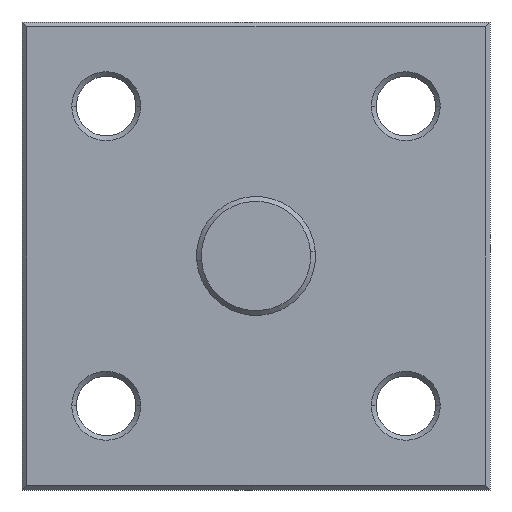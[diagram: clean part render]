
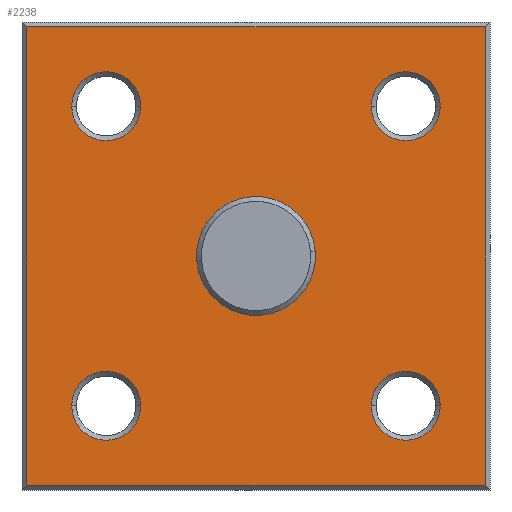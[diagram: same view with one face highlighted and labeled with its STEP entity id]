
A CAD part, front view. The second image highlights one B-rep face of the part: STEP entity #2238.
In plain terms, the highlighted planar face has unit normal (0, -1, 0).
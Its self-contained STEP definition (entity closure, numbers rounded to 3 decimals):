
#579=DIRECTION('',(0.,0.,-1.));
#580=VECTOR('',#579,24.486);
#581=CARTESIAN_POINT('',(12.236,-0.66,14.597));
#582=LINE('',#581,#580);
#595=DIRECTION('',(-1.,0.,0.));
#596=VECTOR('',#595,24.486);
#597=CARTESIAN_POINT('',(12.236,-0.66,
-9.889));
#598=LINE('',#597,#596);
#615=DIRECTION('',(0.,0.,1.));
#616=VECTOR('',#615,24.486);
#617=CARTESIAN_POINT('',(-12.25,-0.66,
-9.889));
#618=LINE('',#617,#616);
#619=DIRECTION('',(1.,0.,0.));
#620=VECTOR('',#619,24.486);
#621=CARTESIAN_POINT('',(-12.25,-0.66,
14.597));
#622=LINE('',#621,#620);
#627=CARTESIAN_POINT('',(-0.007,-0.66,
2.354));
#628=DIRECTION('',(0.,1.,0.));
#629=DIRECTION('',(1.,0.,0.));
#630=AXIS2_PLACEMENT_3D('',#627,#628,#629);
#632=CARTESIAN_POINT('',(-0.007,-0.66,
2.354));
#633=DIRECTION('',(0.,1.,0.));
#634=DIRECTION('',(-1.,0.,0.));
#635=AXIS2_PLACEMENT_3D('',#632,#633,#634);
#637=CARTESIAN_POINT('',(7.994,-0.66,
-5.647));
#638=DIRECTION('',(0.,1.,0.));
#639=DIRECTION('',(1.,0.,0.));
#640=AXIS2_PLACEMENT_3D('',#637,#638,#639);
#642=CARTESIAN_POINT('',(7.994,-0.66,
-5.647));
#643=DIRECTION('',(0.,1.,0.));
#644=DIRECTION('',(-1.,0.,0.));
#645=AXIS2_PLACEMENT_3D('',#642,#643,#644);
#647=CARTESIAN_POINT('',(-8.008,-0.66,
10.355));
#648=DIRECTION('',(0.,1.,0.));
#649=DIRECTION('',(1.,0.,0.));
#650=AXIS2_PLACEMENT_3D('',#647,#648,#649);
#652=CARTESIAN_POINT('',(-8.008,-0.66,
10.355));
#653=DIRECTION('',(0.,1.,0.));
#654=DIRECTION('',(-1.,0.,0.));
#655=AXIS2_PLACEMENT_3D('',#652,#653,#654);
#657=CARTESIAN_POINT('',(7.994,-0.66,10.355));
#658=DIRECTION('',(0.,1.,0.));
#659=DIRECTION('',(1.,0.,0.));
#660=AXIS2_PLACEMENT_3D('',#657,#658,#659);
#662=CARTESIAN_POINT('',(7.994,-0.66,10.355));
#663=DIRECTION('',(0.,1.,0.));
#664=DIRECTION('',(-1.,0.,0.));
#665=AXIS2_PLACEMENT_3D('',#662,#663,#664);
#667=CARTESIAN_POINT('',(-8.008,-0.66,
-5.647));
#668=DIRECTION('',(0.,1.,0.));
#669=DIRECTION('',(1.,0.,0.));
#670=AXIS2_PLACEMENT_3D('',#667,#668,#669);
#672=CARTESIAN_POINT('',(-8.008,-0.66,
-5.647));
#673=DIRECTION('',(0.,1.,0.));
#674=DIRECTION('',(-1.,0.,0.));
#675=AXIS2_PLACEMENT_3D('',#672,#673,#674);
#1578=CARTESIAN_POINT('',(2.66,-0.66,
2.354));
#1579=CARTESIAN_POINT('',(-2.674,-0.66,
2.354));
#1580=VERTEX_POINT('',#1578);
#1581=VERTEX_POINT('',#1579);
#1630=CARTESIAN_POINT('',(-12.25,-0.66,
-9.889));
#1631=CARTESIAN_POINT('',(-12.25,-0.66,
14.597));
#1632=VERTEX_POINT('',#1630);
#1633=VERTEX_POINT('',#1631);
#1634=CARTESIAN_POINT('',(12.236,-0.66,
-9.889));
#1635=VERTEX_POINT('',#1634);
#1660=CARTESIAN_POINT('',(-9.85,-0.66,
10.355));
#1661=VERTEX_POINT('',#1660);
#1662=CARTESIAN_POINT('',(9.835,-0.66,
-5.647));
#1664=VERTEX_POINT('',#1662);
#1674=CARTESIAN_POINT('',(6.152,-0.66,
10.355));
#1675=CARTESIAN_POINT('',(9.835,-0.66,
10.355));
#1676=VERTEX_POINT('',#1674);
#1677=VERTEX_POINT('',#1675);
#1678=CARTESIAN_POINT('',(-9.85,-0.66,
-5.647));
#1679=CARTESIAN_POINT('',(-6.167,-0.66,
-5.647));
#1680=VERTEX_POINT('',#1678);
#1681=VERTEX_POINT('',#1679);
#1684=CARTESIAN_POINT('',(-6.167,-0.66,
10.355));
#1685=VERTEX_POINT('',#1684);
#1690=CARTESIAN_POINT('',(6.152,-0.66,
-5.647));
#1691=VERTEX_POINT('',#1690);
#1698=CARTESIAN_POINT('',(12.236,-0.66,
14.597));
#1699=VERTEX_POINT('',#1698);
#2197=CARTESIAN_POINT('',(-12.504,-0.66,
-10.143));
#2198=DIRECTION('',(0.,-1.,0.));
#2199=DIRECTION('',(1.,0.,0.));
#2200=AXIS2_PLACEMENT_3D('',#2197,#2198,#2199);
#2201=PLANE('',#2200);
#2202=ORIENTED_EDGE('',*,*,#2148,.T.);
#2203=ORIENTED_EDGE('',*,*,#2163,.T.);
#2204=ORIENTED_EDGE('',*,*,#2179,.T.);
#2205=ORIENTED_EDGE('',*,*,#2190,.T.);
#2206=EDGE_LOOP('',(#2202,#2203,#2204,#2205));
#2207=FACE_OUTER_BOUND('',#2206,.F.);
#2209=ORIENTED_EDGE('',*,*,#2208,.F.);
#2211=ORIENTED_EDGE('',*,*,#2210,.F.);
#2212=EDGE_LOOP('',(#2209,#2211));
#2213=FACE_BOUND('',#2212,.F.);
#2215=ORIENTED_EDGE('',*,*,#2214,.F.);
#2217=ORIENTED_EDGE('',*,*,#2216,.F.);
#2218=EDGE_LOOP('',(#2215,#2217));
#2219=FACE_BOUND('',#2218,.F.);
#2221=ORIENTED_EDGE('',*,*,#2220,.F.);
#2223=ORIENTED_EDGE('',*,*,#2222,.F.);
#2224=EDGE_LOOP('',(#2221,#2223));
#2225=FACE_BOUND('',#2224,.F.);
#2227=ORIENTED_EDGE('',*,*,#2226,.F.);
#2229=ORIENTED_EDGE('',*,*,#2228,.F.);
#2230=EDGE_LOOP('',(#2227,#2229));
#2231=FACE_BOUND('',#2230,.F.);
#2233=ORIENTED_EDGE('',*,*,#2232,.F.);
#2235=ORIENTED_EDGE('',*,*,#2234,.F.);
#2236=EDGE_LOOP('',(#2233,#2235));
#2237=FACE_BOUND('',#2236,.F.);
#2238=ADVANCED_FACE('',(#2207,#2213,#2219,#2225,#2231,#2237),#2201,.T.);
#631=CIRCLE('',#630,2.667);
#636=CIRCLE('',#635,2.667);
#641=CIRCLE('',#640,1.842);
#646=CIRCLE('',#645,1.842);
#651=CIRCLE('',#650,1.842);
#656=CIRCLE('',#655,1.842);
#661=CIRCLE('',#660,1.842);
#666=CIRCLE('',#665,1.842);
#671=CIRCLE('',#670,1.842);
#676=CIRCLE('',#675,1.842);
#2148=EDGE_CURVE('',#1699,#1635,#582,.T.);
#2163=EDGE_CURVE('',#1635,#1632,#598,.T.);
#2179=EDGE_CURVE('',#1632,#1633,#618,.T.);
#2190=EDGE_CURVE('',#1633,#1699,#622,.T.);
#2208=EDGE_CURVE('',#1580,#1581,#631,.T.);
#2210=EDGE_CURVE('',#1581,#1580,#636,.T.);
#2214=EDGE_CURVE('',#1664,#1691,#641,.T.);
#2216=EDGE_CURVE('',#1691,#1664,#646,.T.);
#2220=EDGE_CURVE('',#1685,#1661,#651,.T.);
#2222=EDGE_CURVE('',#1661,#1685,#656,.T.);
#2226=EDGE_CURVE('',#1677,#1676,#661,.T.);
#2228=EDGE_CURVE('',#1676,#1677,#666,.T.);
#2232=EDGE_CURVE('',#1681,#1680,#671,.T.);
#2234=EDGE_CURVE('',#1680,#1681,#676,.T.);
